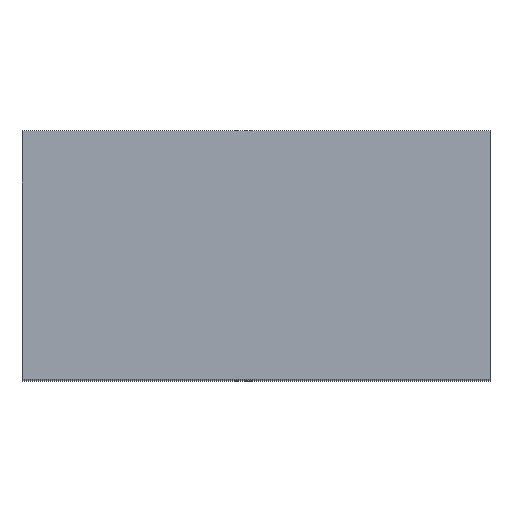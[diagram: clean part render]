
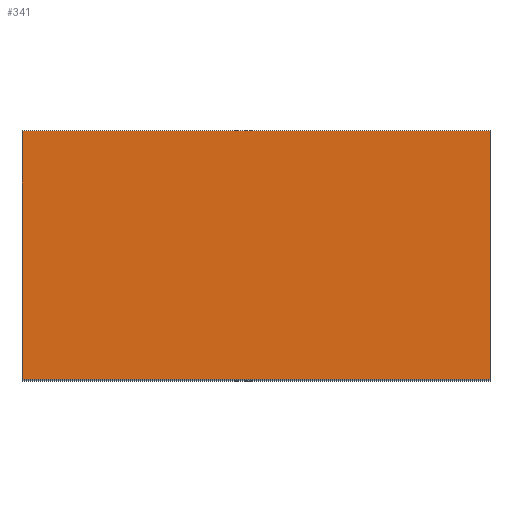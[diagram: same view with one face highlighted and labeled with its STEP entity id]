
A CAD part, top view. The second image highlights one B-rep face of the part: STEP entity #341.
In plain terms, the highlighted planar face has unit normal (0, 0, 1).
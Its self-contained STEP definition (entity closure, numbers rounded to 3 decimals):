
#1 = CARTESIAN_POINT ( 'NONE',  ( 0.8, 0.425, 1.6 ) ) ;
#9 = CARTESIAN_POINT ( 'NONE',  ( -0.8, 0.425, 1.6 ) ) ;
#29 = ORIENTED_EDGE ( 'NONE', *, *, #382, .T. ) ;
#31 = CARTESIAN_POINT ( 'NONE',  ( 0.8, 0.425, 1.6 ) ) ;
#47 = VERTEX_POINT ( 'NONE', #273 ) ;
#59 = DIRECTION ( 'NONE',  ( 1., 0., 0. ) ) ;
#60 = VERTEX_POINT ( 'NONE', #31 ) ;
#66 = VECTOR ( 'NONE', #182, 1000. ) ;
#82 = AXIS2_PLACEMENT_3D ( 'NONE', #407, #96, #59 ) ;
#86 = CARTESIAN_POINT ( 'NONE',  ( -0.8, -0.425, 1.6 ) ) ;
#90 = VECTOR ( 'NONE', #152, 1000. ) ;
#96 = DIRECTION ( 'NONE',  ( 0., 0., 1. ) ) ;
#97 = LINE ( 'NONE', #228, #90 ) ;
#98 = ORIENTED_EDGE ( 'NONE', *, *, #222, .T. ) ;
#120 = DIRECTION ( 'NONE',  ( 1., 0., 0. ) ) ;
#129 = ORIENTED_EDGE ( 'NONE', *, *, #153, .T. ) ;
#152 = DIRECTION ( 'NONE',  ( 0., -1., 0. ) ) ;
#153 = EDGE_CURVE ( 'NONE', #47, #299, #97, .T. ) ;
#157 = LINE ( 'NONE', #9, #66 ) ;
#182 = DIRECTION ( 'NONE',  ( -1., 0., 0. ) ) ;
#206 = EDGE_LOOP ( 'NONE', ( #453, #29, #129, #98 ) ) ;
#214 = CARTESIAN_POINT ( 'NONE',  ( 0.8, -0.425, 1.6 ) ) ;
#222 = EDGE_CURVE ( 'NONE', #299, #461, #508, .T. ) ;
#228 = CARTESIAN_POINT ( 'NONE',  ( -0.8, 0.425, 1.6 ) ) ;
#229 = FACE_OUTER_BOUND ( 'NONE', #206, .T. ) ;
#273 = CARTESIAN_POINT ( 'NONE',  ( -0.8, 0.425, 1.6 ) ) ;
#299 = VERTEX_POINT ( 'NONE', #86 ) ;
#315 = EDGE_CURVE ( 'NONE', #461, #60, #320, .T. ) ;
#320 = LINE ( 'NONE', #1, #437 ) ;
#341 = ADVANCED_FACE ( 'NONE', ( #229 ), #372, .T. ) ;
#349 = VECTOR ( 'NONE', #120, 1000. ) ;
#370 = CARTESIAN_POINT ( 'NONE',  ( -0.8, -0.425, 1.6 ) ) ;
#372 = PLANE ( 'NONE',  #82 ) ;
#382 = EDGE_CURVE ( 'NONE', #60, #47, #157, .T. ) ;
#407 = CARTESIAN_POINT ( 'NONE',  ( 0., 0., 1.6 ) ) ;
#437 = VECTOR ( 'NONE', #519, 1000. ) ;
#453 = ORIENTED_EDGE ( 'NONE', *, *, #315, .T. ) ;
#461 = VERTEX_POINT ( 'NONE', #214 ) ;
#508 = LINE ( 'NONE', #370, #349 ) ;
#519 = DIRECTION ( 'NONE',  ( 0., 1., 0. ) ) ;
